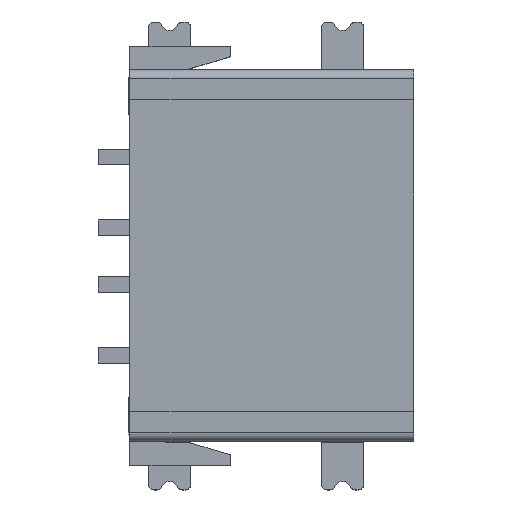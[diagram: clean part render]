
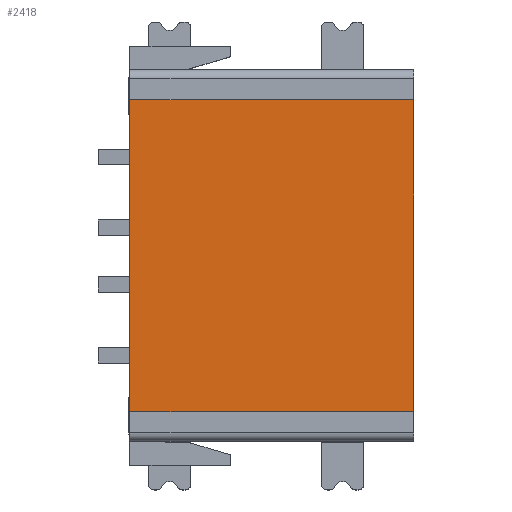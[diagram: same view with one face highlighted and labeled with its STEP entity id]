
A CAD part, top view. The second image highlights one B-rep face of the part: STEP entity #2418.
In plain terms, the highlighted planar face has unit normal (0, 0, 1).
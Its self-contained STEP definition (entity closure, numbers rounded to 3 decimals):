
#2418=ADVANCED_FACE('',(#4804),#4805,.T.);
#4804=FACE_OUTER_BOUND('',#7882,.T.);
#4805=PLANE('',#7883);
#7882=EDGE_LOOP('',(#15232,#15233,#15234,#15235));
#7883=AXIS2_PLACEMENT_3D('',#15236,#15237,#15238);
#15232=ORIENTED_EDGE('',*,*,#18197,.T.);
#15233=ORIENTED_EDGE('',*,*,#18202,.T.);
#15234=ORIENTED_EDGE('',*,*,#18206,.T.);
#15235=ORIENTED_EDGE('',*,*,#18209,.T.);
#15236=CARTESIAN_POINT('',(-4.12,0.,1.62));
#15237=DIRECTION('',(0.,0.,1.0));
#15238=DIRECTION('',(0.,1.0,0.));
#18197=EDGE_CURVE('',#22566,#22564,#22567,.T.);
#18202=EDGE_CURVE('',#22564,#22572,#22574,.T.);
#18206=EDGE_CURVE('',#22572,#22578,#22580,.T.);
#18209=EDGE_CURVE('',#22578,#22566,#22583,.T.);
#22564=VERTEX_POINT('',#28707);
#22566=VERTEX_POINT('',#28710);
#22567=LINE('',#28711,#28712);
#22572=VERTEX_POINT('',#28719);
#22574=LINE('',#28722,#28723);
#22578=VERTEX_POINT('',#28728);
#22580=LINE('',#28731,#28732);
#22583=LINE('',#28736,#28737);
#28707=CARTESIAN_POINT('',(0.88,-5.5,1.62));
#28710=CARTESIAN_POINT('',(-9.12,-5.5,1.62));
#28711=CARTESIAN_POINT('',(-9.12,-5.5,1.62));
#28712=VECTOR('',#31876,1000.0);
#28719=CARTESIAN_POINT('',(0.88,5.5,1.62));
#28722=CARTESIAN_POINT('',(0.88,-5.5,1.62));
#28723=VECTOR('',#31880,1000.0);
#28728=CARTESIAN_POINT('',(-9.12,5.5,1.62));
#28731=CARTESIAN_POINT('',(0.88,5.5,1.62));
#28732=VECTOR('',#31883,1000.0);
#28736=CARTESIAN_POINT('',(-9.12,5.5,1.62));
#28737=VECTOR('',#31885,1000.0);
#31876=DIRECTION('',(1.0,0.,0.));
#31880=DIRECTION('',(0.,1.0,0.));
#31883=DIRECTION('',(-1.0,0.,0.));
#31885=DIRECTION('',(0.,-1.0,0.));
